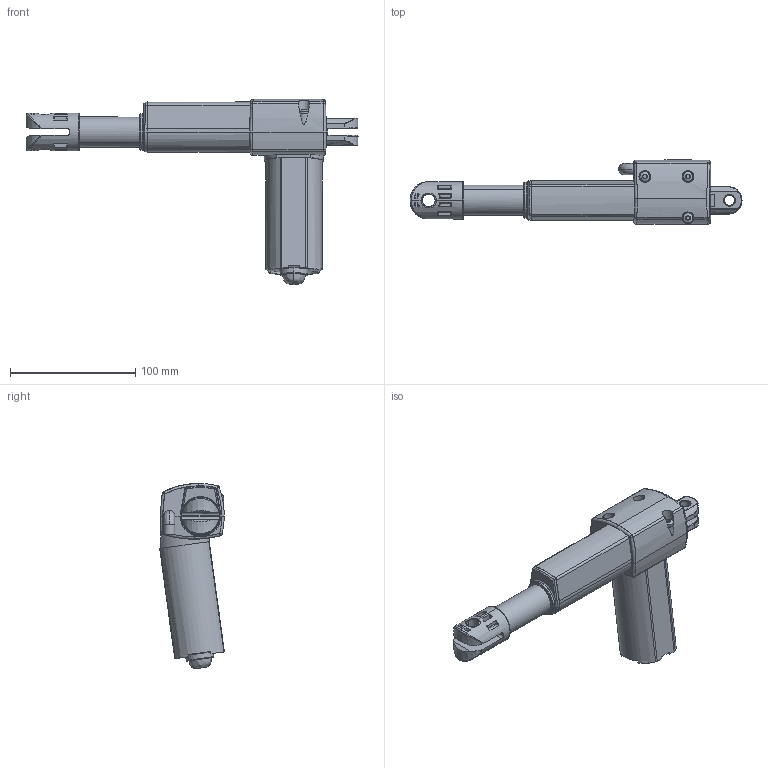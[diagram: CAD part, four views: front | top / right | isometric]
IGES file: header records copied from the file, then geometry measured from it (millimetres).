
Start section: SolidWorks IGES file using analytic representation for surfaces
Global section: file name: Microdrive 3.IGS; native system: SolidWorks 2018; preprocessor: SolidWorks 2018; author: ckuhn; date: 190320.130315; units: millimetre
Bounding box: 265.02 x 51.68 x 147.78 mm (x, y, z)
Surface area: 53468.8 mm2 (no closed solid volume)
Topology: 0 solids, 0 shells, 491 faces, 5531 edges, 5531 vertices
Faces by surface type: revolution 287, bspline 204
